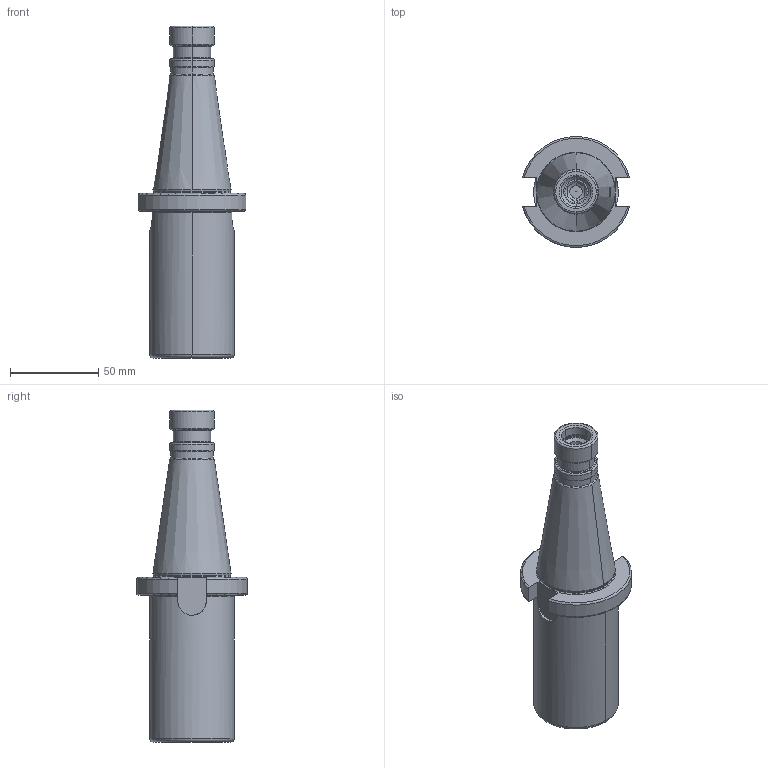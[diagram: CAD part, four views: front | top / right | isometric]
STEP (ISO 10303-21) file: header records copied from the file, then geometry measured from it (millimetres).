
FILE_DESCRIPTION((''),'2;1');
FILE_NAME('401_08_04','2020-09-03T',('103090'),(''),'CREO PARAMETRIC BY PTC INC, 2016260','CREO PARAMETRIC BY PTC INC, 2016260','');
FILE_SCHEMA(('CONFIG_CONTROL_DESIGN'));
Length unit declared in the file: millimetre
Products named in the file (1): 401_08_04
Bounding box: 60.91 x 62.76 x 188.4 mm (x, y, z)
Volume: 184313.8 mm3; surface area: 46112.1 mm2
Topology: 1 solids, 1 shells, 153 faces, 360 edges, 216 vertices
Faces by surface type: plane 45, cylinder 40, cone 38, torus 30
Entity records: 4736 total; most frequent: CARTESIAN_POINT 1138, DIRECTION 792, ORIENTED_EDGE 720, EDGE_CURVE 360, AXIS2_PLACEMENT_3D 326, VERTEX_POINT 216, CIRCLE 170, EDGE_LOOP 166
